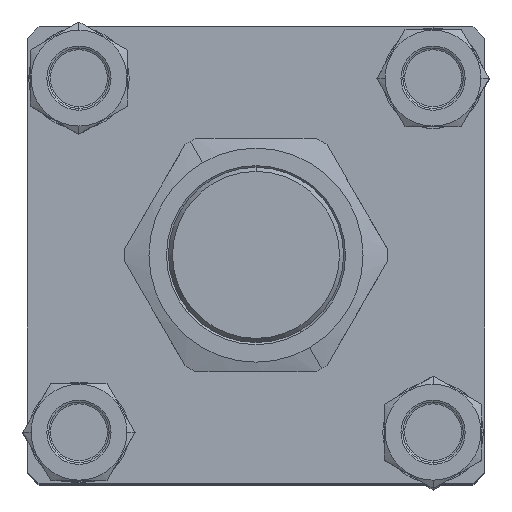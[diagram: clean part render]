
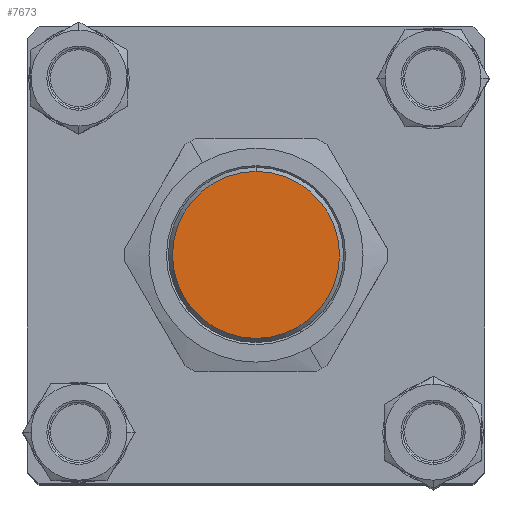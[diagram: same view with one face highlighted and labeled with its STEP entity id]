
A CAD part, top view. The second image highlights one B-rep face of the part: STEP entity #7673.
In plain terms, the highlighted planar face has unit normal (0, 0, 1).
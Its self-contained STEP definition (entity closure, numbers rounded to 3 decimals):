
#344 = CIRCLE ( 'NONE', #1171, 42.899 ) ;
#361 = FACE_OUTER_BOUND ( 'NONE', #5945, .T. ) ;
#390 = CIRCLE ( 'NONE', #1149, 42.899 ) ;
#867 = EDGE_CURVE ( 'NONE', #6117, #6083, #390, .T. ) ;
#908 = EDGE_CURVE ( 'NONE', #6083, #6117, #344, .T. ) ;
#1149 = AXIS2_PLACEMENT_3D ( 'NONE', #5631, #5630, #5629 ) ;
#1171 = AXIS2_PLACEMENT_3D ( 'NONE', #5580, #5579, #5578 ) ;
#1317 = AXIS2_PLACEMENT_3D ( 'NONE', #3047, #3052, #3053 ) ;
#3047 = CARTESIAN_POINT ( 'NONE',  ( 0., 0., 435. ) ) ;
#3049 = PLANE ( 'NONE',  #1317 ) ;
#3052 = DIRECTION ( 'NONE',  ( 0., 0., 1. ) ) ;
#3053 = DIRECTION ( 'NONE',  ( 1., 0., 0. ) ) ;
#4310 = CARTESIAN_POINT ( 'NONE',  ( 42.899, 0., 435. ) ) ;
#4349 = CARTESIAN_POINT ( 'NONE',  ( -42.899, 0., 435. ) ) ;
#5578 = DIRECTION ( 'NONE',  ( 1., 0., 0. ) ) ;
#5579 = DIRECTION ( 'NONE',  ( 0., 0., 1. ) ) ;
#5580 = CARTESIAN_POINT ( 'NONE',  ( 0., 0., 435. ) ) ;
#5629 = DIRECTION ( 'NONE',  ( 1., 0., 0. ) ) ;
#5630 = DIRECTION ( 'NONE',  ( 0., 0., 1. ) ) ;
#5631 = CARTESIAN_POINT ( 'NONE',  ( 0., 0., 435. ) ) ;
#5945 = EDGE_LOOP ( 'NONE', ( #6925, #6896 ) ) ;
#6083 = VERTEX_POINT ( 'NONE', #4310 ) ;
#6117 = VERTEX_POINT ( 'NONE', #4349 ) ;
#6896 = ORIENTED_EDGE ( 'NONE', *, *, #908, .T. ) ;
#6925 = ORIENTED_EDGE ( 'NONE', *, *, #867, .T. ) ;
#7673 = ADVANCED_FACE ( 'NONE', ( #361 ), #3049, .T. ) ;
